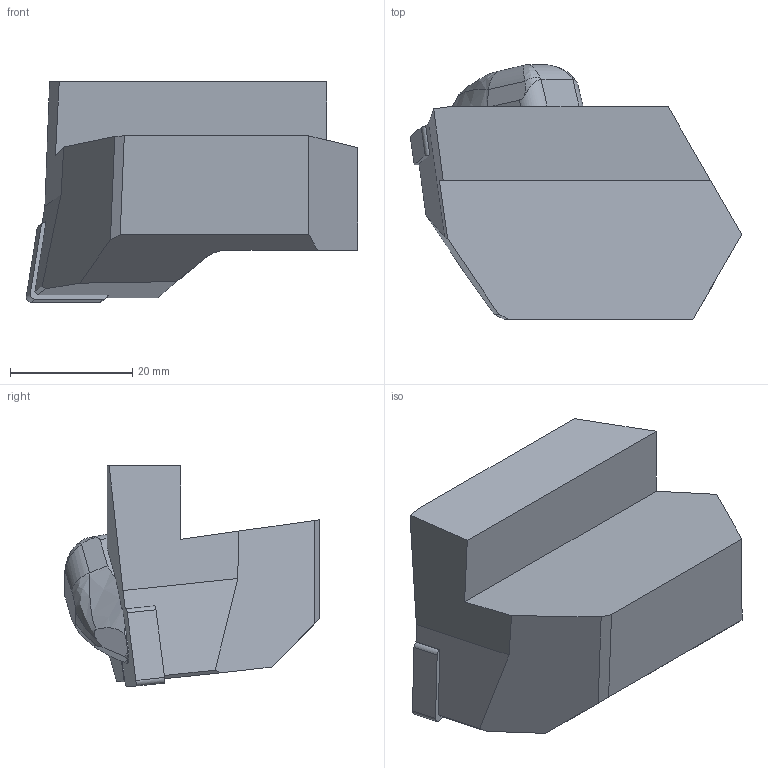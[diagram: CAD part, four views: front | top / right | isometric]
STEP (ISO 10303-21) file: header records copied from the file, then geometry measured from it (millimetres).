
FILE_DESCRIPTION(/* description */ (''),/* implementation_level */ '2;1');
FILE_NAME(/* name */ '1564043865480.stp',/* time_stamp */ '2019-07-25T10:37:51+02:00',/* author */ (''),/* organization */ ('SMS'),/* preprocessor_version */ 'ST-DEVELOPER v16.7',/* originating_system */ 'SIEMENS PLM Software NX 12.0',/* authorisation */ '');
FILE_SCHEMA (('AUTOMOTIVE_DESIGN { 1 0 10303 214 3 1 1 1 }'));
Length unit declared in the file: millimetre
Products named in the file (4): IsoTurningInsert; 202479428mod000_00; ASSEMBLY_CONSTRUCTION; 111173428mod000_01
Assembly tree (3 placements, depth 2):
  111173428mod000_01
    ASSEMBLY_CONSTRUCTION
    202479428mod000_00
    IsoTurningInsert
Bounding box: 54.21 x 41.65 x 36 mm (x, y, z)
Volume: 35359.9 mm3; surface area: 8118.6 mm2
Topology: 2 solids, 2 shells, 63 faces, 179 edges, 125 vertices
Faces by surface type: plane 40, cylinder 14, bspline 9
Full cylindrical faces by diameter (mm): 5.156 x2
Entity records: 2564 total; most frequent: CARTESIAN_POINT 856, ORIENTED_EDGE 350, DIRECTION 294, EDGE_CURVE 175, VERTEX_POINT 117, LINE 104, VECTOR 104, AXIS2_PLACEMENT_3D 95
